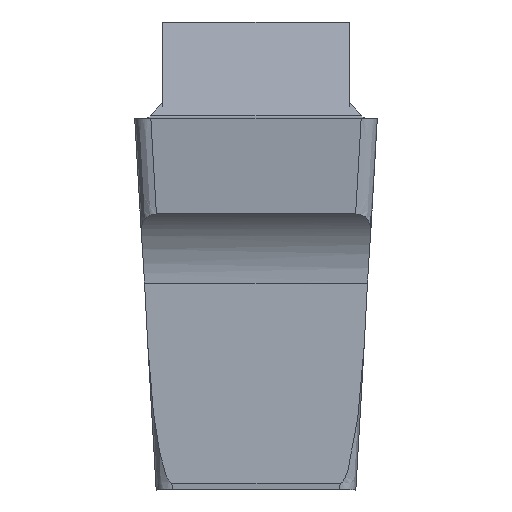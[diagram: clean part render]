
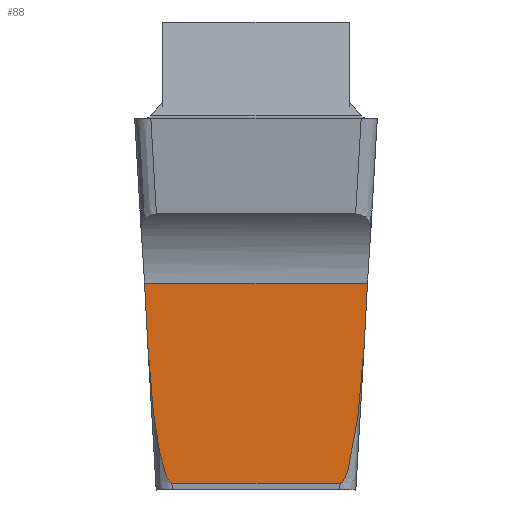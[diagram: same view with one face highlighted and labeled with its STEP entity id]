
A CAD part, front view. The second image highlights one B-rep face of the part: STEP entity #88.
In plain terms, the highlighted planar face has unit normal (0, -1, 0).
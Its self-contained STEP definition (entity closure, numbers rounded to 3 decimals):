
#88=ADVANCED_FACE('SIDE_IB_1_SU3',(#148),#117,.F.);
#117=PLANE('',#803);
#148=FACE_OUTER_BOUND('',#186,.T.);
#186=EDGE_LOOP('',(#379,#380,#381,#382,#383,#384));
#205=B_SPLINE_CURVE_WITH_KNOTS('',3,(#1272,#1273,#1274,#1275,#1276,#1277,
#1278,#1279,#1280,#1281,#1282,#1283,#1284,#1285,#1286,#1287,#1288,#1289,
#1290,#1291,#1292,#1293,#1294,#1295,#1296,#1297,#1298,#1299,#1300,#1301,
#1302,#1303,#1304,#1305),.UNSPECIFIED.,.F.,.F.,(4,3,3,3,3,3,3,3,3,3,3,4),
(0.,0.225,0.604,0.796,0.862,
0.907,0.937,0.958,0.979,0.987,
0.996,1.),.UNSPECIFIED.);
#211=B_SPLINE_CURVE_WITH_KNOTS('',3,(#1369,#1370,#1371,#1372,#1373,#1374,
#1375,#1376,#1377,#1378,#1379,#1380,#1381,#1382,#1383,#1384,#1385,#1386,
#1387),.UNSPECIFIED.,.F.,.F.,(4,3,3,3,3,3,4),(0.,0.006,0.013,
0.032,0.098,0.364,1.),
 .UNSPECIFIED.);
#379=ORIENTED_EDGE('',*,*,#605,.F.);
#380=ORIENTED_EDGE('',*,*,#602,.T.);
#381=ORIENTED_EDGE('',*,*,#593,.F.);
#382=ORIENTED_EDGE('',*,*,#599,.T.);
#383=ORIENTED_EDGE('',*,*,#587,.F.);
#384=ORIENTED_EDGE('',*,*,#604,.T.);
#499=VERTEX_POINT('',#1306);
#500=VERTEX_POINT('',#1307);
#503=VERTEX_POINT('',#1388);
#504=VERTEX_POINT('',#1389);
#507=VERTEX_POINT('',#1453);
#508=VERTEX_POINT('',#1457);
#587=EDGE_CURVE('',#499,#500,#205,.T.);
#593=EDGE_CURVE('',#503,#504,#211,.T.);
#599=EDGE_CURVE('',#503,#500,#669,.T.);
#602=EDGE_CURVE('',#507,#504,#671,.T.);
#604=EDGE_CURVE('',#499,#508,#672,.T.);
#605=EDGE_CURVE('',#507,#508,#673,.T.);
#669=LINE('',#1448,#721);
#671=LINE('',#1454,#723);
#672=LINE('',#1458,#724);
#673=LINE('',#1460,#725);
#721=VECTOR('',#904,1.);
#723=VECTOR('',#912,1.);
#724=VECTOR('',#917,1.);
#725=VECTOR('',#920,1.);
#803=AXIS2_PLACEMENT_3D('',#1462,#923,#924);
#904=DIRECTION('',(1.,0.,0.));
#912=DIRECTION('',(0.052,0.,-0.999));
#917=DIRECTION('',(0.052,0.,0.999));
#920=DIRECTION('',(1.,0.,0.));
#923=DIRECTION('',(0.,1.,0.));
#924=DIRECTION('',(0.,0.,1.));
#1272=CARTESIAN_POINT('',(1.337,-9.796,-2.808));
#1273=CARTESIAN_POINT('',(1.331,-9.796,-2.94));
#1274=CARTESIAN_POINT('',(1.322,-9.796,-3.071));
#1275=CARTESIAN_POINT('',(1.311,-9.796,-3.202));
#1276=CARTESIAN_POINT('',(1.293,-9.796,-3.422));
#1277=CARTESIAN_POINT('',(1.269,-9.796,-3.642));
#1278=CARTESIAN_POINT('',(1.236,-9.796,-3.86));
#1279=CARTESIAN_POINT('',(1.22,-9.796,-3.971));
#1280=CARTESIAN_POINT('',(1.201,-9.796,-4.081));
#1281=CARTESIAN_POINT('',(1.176,-9.796,-4.19));
#1282=CARTESIAN_POINT('',(1.168,-9.796,-4.228));
#1283=CARTESIAN_POINT('',(1.159,-9.796,-4.265));
#1284=CARTESIAN_POINT('',(1.149,-9.796,-4.302));
#1285=CARTESIAN_POINT('',(1.142,-9.796,-4.327));
#1286=CARTESIAN_POINT('',(1.134,-9.796,-4.352));
#1287=CARTESIAN_POINT('',(1.126,-9.796,-4.377));
#1288=CARTESIAN_POINT('',(1.12,-9.796,-4.394));
#1289=CARTESIAN_POINT('',(1.114,-9.796,-4.411));
#1290=CARTESIAN_POINT('',(1.107,-9.796,-4.427));
#1291=CARTESIAN_POINT('',(1.102,-9.796,-4.438));
#1292=CARTESIAN_POINT('',(1.096,-9.796,-4.449));
#1293=CARTESIAN_POINT('',(1.091,-9.796,-4.46));
#1294=CARTESIAN_POINT('',(1.085,-9.796,-4.47));
#1295=CARTESIAN_POINT('',(1.078,-9.796,-4.481));
#1296=CARTESIAN_POINT('',(1.071,-9.796,-4.49));
#1297=CARTESIAN_POINT('',(1.067,-9.796,-4.493));
#1298=CARTESIAN_POINT('',(1.064,-9.796,-4.497));
#1299=CARTESIAN_POINT('',(1.06,-9.796,-4.5));
#1300=CARTESIAN_POINT('',(1.056,-9.796,-4.503));
#1301=CARTESIAN_POINT('',(1.051,-9.796,-4.506));
#1302=CARTESIAN_POINT('',(1.046,-9.796,-4.507));
#1303=CARTESIAN_POINT('',(1.044,-9.796,-4.508));
#1304=CARTESIAN_POINT('',(1.042,-9.796,-4.508));
#1305=CARTESIAN_POINT('',(1.039,-9.796,-4.508));
#1306=CARTESIAN_POINT('',(1.337,-9.796,-2.808));
#1307=CARTESIAN_POINT('',(1.039,-9.796,-4.508));
#1369=CARTESIAN_POINT('',(-1.039,-9.796,-4.508));
#1370=CARTESIAN_POINT('',(-1.043,-9.796,-4.508));
#1371=CARTESIAN_POINT('',(-1.046,-9.796,-4.508));
#1372=CARTESIAN_POINT('',(-1.049,-9.796,-4.506));
#1373=CARTESIAN_POINT('',(-1.053,-9.796,-4.505));
#1374=CARTESIAN_POINT('',(-1.057,-9.796,-4.502));
#1375=CARTESIAN_POINT('',(-1.061,-9.796,-4.5));
#1376=CARTESIAN_POINT('',(-1.069,-9.796,-4.493));
#1377=CARTESIAN_POINT('',(-1.076,-9.796,-4.484));
#1378=CARTESIAN_POINT('',(-1.082,-9.796,-4.475));
#1379=CARTESIAN_POINT('',(-1.103,-9.796,-4.442));
#1380=CARTESIAN_POINT('',(-1.116,-9.796,-4.405));
#1381=CARTESIAN_POINT('',(-1.129,-9.796,-4.368));
#1382=CARTESIAN_POINT('',(-1.178,-9.796,-4.221));
#1383=CARTESIAN_POINT('',(-1.204,-9.796,-4.067));
#1384=CARTESIAN_POINT('',(-1.228,-9.796,-3.915));
#1385=CARTESIAN_POINT('',(-1.286,-9.796,-3.549));
#1386=CARTESIAN_POINT('',(-1.318,-9.796,-3.178));
#1387=CARTESIAN_POINT('',(-1.337,-9.796,-2.808));
#1388=CARTESIAN_POINT('',(-1.039,-9.796,-4.508));
#1389=CARTESIAN_POINT('',(-1.337,-9.796,-2.808));
#1448=CARTESIAN_POINT('',(-1.38,-9.796,-4.508));
#1453=CARTESIAN_POINT('',(-1.378,-9.796,-2.036));
#1454=CARTESIAN_POINT('',(-1.166,-9.796,-6.081));
#1457=CARTESIAN_POINT('',(1.378,-9.796,-2.036));
#1458=CARTESIAN_POINT('',(1.158,-9.796,-6.226));
#1460=CARTESIAN_POINT('',(5.,-9.796,-2.036));
#1462=CARTESIAN_POINT('',(-1.38,-9.796,-6.092));
